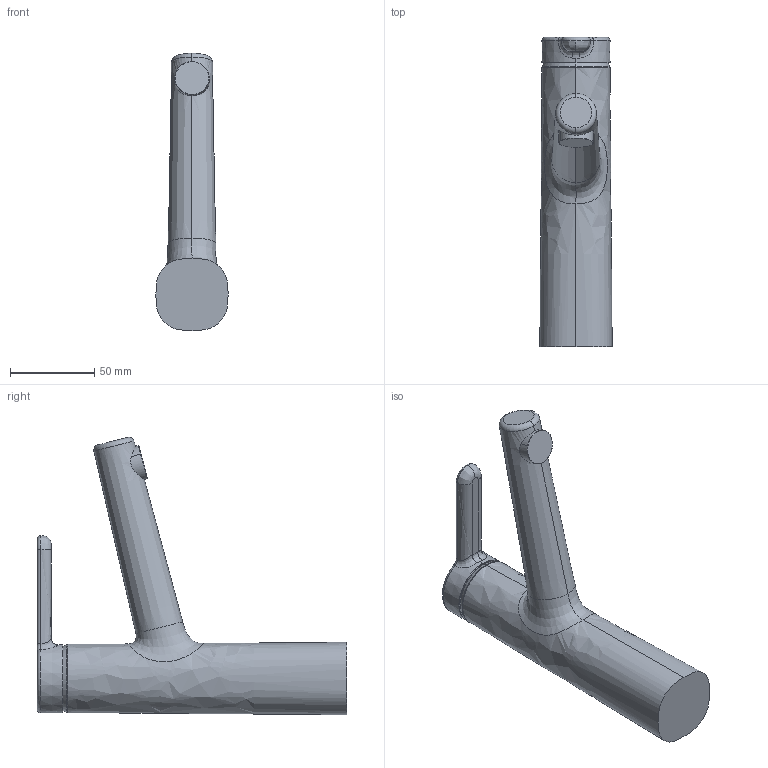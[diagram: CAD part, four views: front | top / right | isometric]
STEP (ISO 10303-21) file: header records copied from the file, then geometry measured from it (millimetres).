
FILE_DESCRIPTION (( 'STEP AP203' ), '1' );
FILE_NAME ('51882283.STEP', '2017-03-13T08:25:53', ( '' ), ( '' ), 'SwSTEP 2.0', 'SolidWorks 2016', '' );
FILE_SCHEMA (( 'CONFIG_CONTROL_DESIGN' ));
Length unit declared in the file: millimetre
Products named in the file (1): 51882283
Bounding box: 42.98 x 183.85 x 164.82 mm (x, y, z)
Volume: 340062.1 mm3; surface area: 40629.7 mm2
Topology: 1 solids, 1 shells, 49 faces, 109 edges, 64 vertices
Faces by surface type: bspline 17, torus 11, plane 8, cylinder 6, cone 4, sphere 3
Entity records: 3581 total; most frequent: CARTESIAN_POINT 2527, ORIENTED_EDGE 218, DIRECTION 178, EDGE_CURVE 109, AXIS2_PLACEMENT_3D 77, VERTEX_POINT 64, EDGE_LOOP 51, FACE_OUTER_BOUND 49
